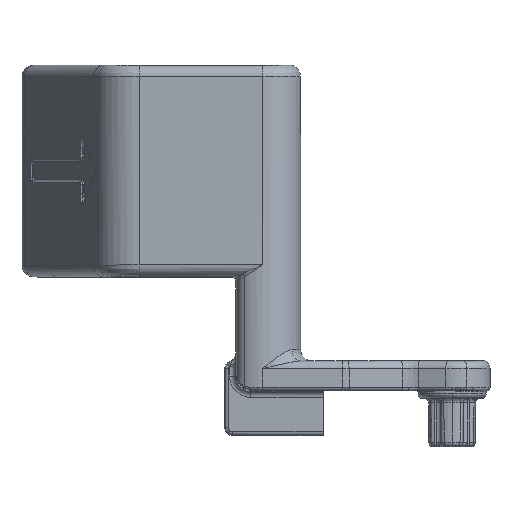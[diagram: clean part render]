
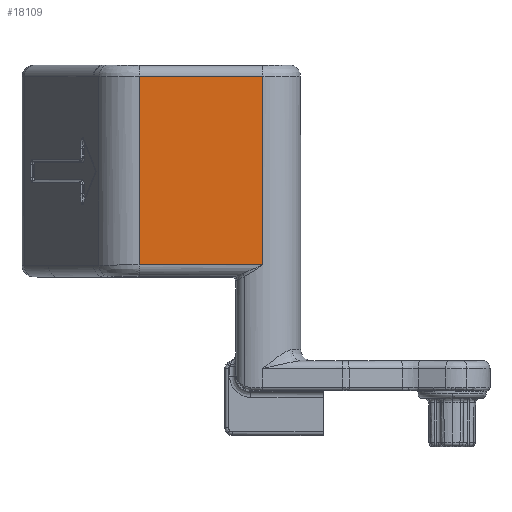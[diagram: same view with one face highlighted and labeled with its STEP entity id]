
A CAD part, left-side view. The second image highlights one B-rep face of the part: STEP entity #18109.
In plain terms, the highlighted planar face has unit normal (-1, 0, 0).
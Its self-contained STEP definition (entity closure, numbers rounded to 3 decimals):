
#9 = LINE ( 'NONE', #11313, #10434 ) ;
#572 = VERTEX_POINT ( 'NONE', #6085 ) ;
#676 = CARTESIAN_POINT ( 'NONE',  ( -2.5, 12.5, 6.311 ) ) ;
#2344 = PLANE ( 'NONE',  #17383 ) ;
#3038 = DIRECTION ( 'NONE',  ( 0., 0., -1. ) ) ;
#4229 = DIRECTION ( 'NONE',  ( 0., 0., 1. ) ) ;
#4718 = DIRECTION ( 'NONE',  ( 0., -1., 0. ) ) ;
#5012 = CARTESIAN_POINT ( 'NONE',  ( -2.5, 22.455, 18.719 ) ) ;
#5333 = VECTOR ( 'NONE', #3038, 1000. ) ;
#5514 = VERTEX_POINT ( 'NONE', #18569 ) ;
#6085 = CARTESIAN_POINT ( 'NONE',  ( -2.5, 20.652, 18.719 ) ) ;
#6412 = VERTEX_POINT ( 'NONE', #27414 ) ;
#7721 = CARTESIAN_POINT ( 'NONE',  ( -2.5, 20.652, 5.5 ) ) ;
#8126 = EDGE_CURVE ( 'NONE', #572, #30152, #17335, .T. ) ;
#8835 = ORIENTED_EDGE ( 'NONE', *, *, #19714, .T. ) ;
#10434 = VECTOR ( 'NONE', #4229, 1000. ) ;
#11313 = CARTESIAN_POINT ( 'NONE',  ( -2.5, 12.5, 5.5 ) ) ;
#12013 = VECTOR ( 'NONE', #29273, 1000. ) ;
#13078 = EDGE_CURVE ( 'NONE', #30152, #5514, #19160, .T. ) ;
#14031 = FACE_OUTER_BOUND ( 'NONE', #28657, .T. ) ;
#16658 = CARTESIAN_POINT ( 'NONE',  ( -2.5, 22.455, 5.5 ) ) ;
#16814 = EDGE_CURVE ( 'NONE', #5514, #6412, #9, .T. ) ;
#17335 = LINE ( 'NONE', #7721, #5333 ) ;
#17383 = AXIS2_PLACEMENT_3D ( 'NONE', #16658, #19069, #4718 ) ;
#18109 = ADVANCED_FACE ( 'NONE', ( #14031 ), #2344, .T. ) ;
#18569 = CARTESIAN_POINT ( 'NONE',  ( -2.5, 12.5, 6.311 ) ) ;
#19069 = DIRECTION ( 'NONE',  ( -1., 0., 0. ) ) ;
#19160 = LINE ( 'NONE', #676, #12013 ) ;
#19519 = ORIENTED_EDGE ( 'NONE', *, *, #16814, .T. ) ;
#19714 = EDGE_CURVE ( 'NONE', #6412, #572, #26759, .T. ) ;
#20352 = VECTOR ( 'NONE', #21801, 1000. ) ;
#21801 = DIRECTION ( 'NONE',  ( 0., 1., 0. ) ) ;
#23643 = ORIENTED_EDGE ( 'NONE', *, *, #8126, .T. ) ;
#25251 = ORIENTED_EDGE ( 'NONE', *, *, #13078, .T. ) ;
#26759 = LINE ( 'NONE', #5012, #20352 ) ;
#27414 = CARTESIAN_POINT ( 'NONE',  ( -2.5, 12.5, 18.719 ) ) ;
#28657 = EDGE_LOOP ( 'NONE', ( #23643, #25251, #19519, #8835 ) ) ;
#29273 = DIRECTION ( 'NONE',  ( 0., -1., 0. ) ) ;
#29495 = CARTESIAN_POINT ( 'NONE',  ( -2.5, 20.652, 6.311 ) ) ;
#30152 = VERTEX_POINT ( 'NONE', #29495 ) ;
